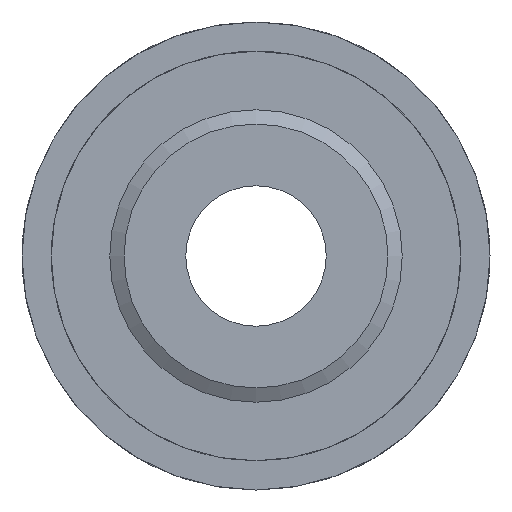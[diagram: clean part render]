
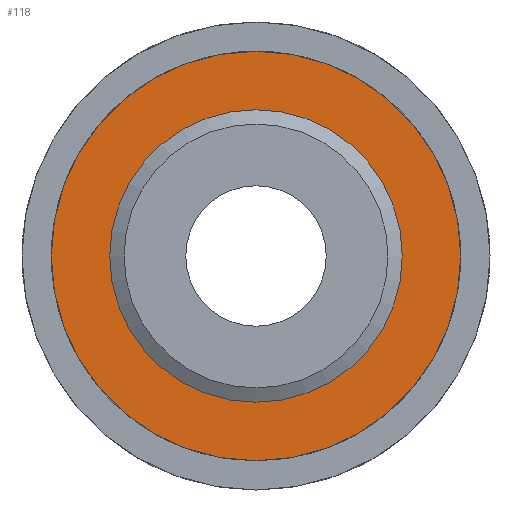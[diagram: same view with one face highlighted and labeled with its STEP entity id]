
A CAD part, left-side view. The second image highlights one B-rep face of the part: STEP entity #118.
In plain terms, the highlighted planar face has unit normal (-1, 0, 0).
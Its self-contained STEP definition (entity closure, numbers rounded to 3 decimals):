
#118 = ADVANCED_FACE( '', ( #221, #222 ), #223, .T. );
#221 = FACE_BOUND( '', #329, .T. );
#222 = FACE_OUTER_BOUND( '', #330, .T. );
#223 = PLANE( '', #331 );
#329 = EDGE_LOOP( '', ( #669 ) );
#330 = EDGE_LOOP( '', ( #670 ) );
#331 = AXIS2_PLACEMENT_3D( '', #671, #672, #673 );
#669 = ORIENTED_EDGE( '', *, *, #786, .T. );
#670 = ORIENTED_EDGE( '', *, *, #739, .F. );
#671 = CARTESIAN_POINT( '', ( -10., 8.75, 0. ) );
#672 = DIRECTION( '', ( -1., 0., 0. ) );
#673 = DIRECTION( '', ( 0., 0., 1. ) );
#739 = EDGE_CURVE( '', #893, #893, #894, .T. );
#786 = EDGE_CURVE( '', #962, #962, #963, .T. );
#893 = VERTEX_POINT( '', #1263 );
#894 = CIRCLE( '', #1264, 8.75 );
#962 = VERTEX_POINT( '', #1372 );
#963 = CIRCLE( '', #1373, 6.25 );
#1263 = CARTESIAN_POINT( '', ( -10., 0., -8.75 ) );
#1264 = AXIS2_PLACEMENT_3D( '', #1426, #1427, #1428 );
#1372 = CARTESIAN_POINT( '', ( -10., 0., -6.25 ) );
#1373 = AXIS2_PLACEMENT_3D( '', #1544, #1545, #1546 );
#1426 = CARTESIAN_POINT( '', ( -10., 0., 0. ) );
#1427 = DIRECTION( '', ( 1., 0., 0. ) );
#1428 = DIRECTION( '', ( 0., 0., -1. ) );
#1544 = CARTESIAN_POINT( '', ( -10., 0., 0. ) );
#1545 = DIRECTION( '', ( 1., 0., 0. ) );
#1546 = DIRECTION( '', ( 0., 0., -1. ) );
